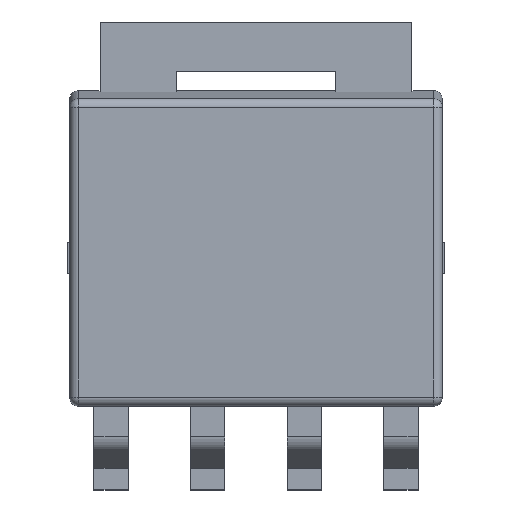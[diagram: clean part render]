
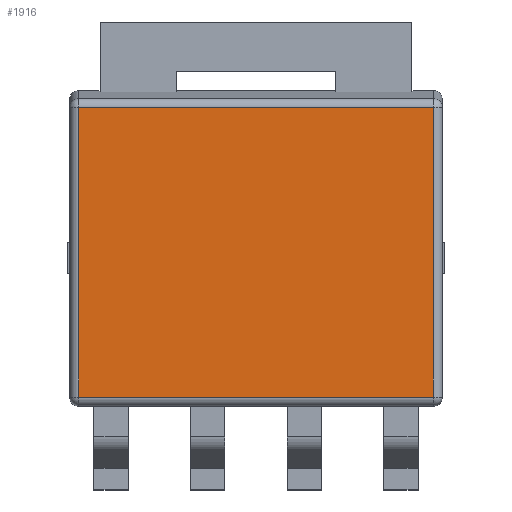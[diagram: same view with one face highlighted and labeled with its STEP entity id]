
A CAD part, top view. The second image highlights one B-rep face of the part: STEP entity #1916.
In plain terms, the highlighted planar face has unit normal (0, 0, 1).
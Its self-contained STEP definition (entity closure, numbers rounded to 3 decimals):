
#114=FACE_OUTER_BOUND('',#222,.T.);
#222=EDGE_LOOP('',(#1409,#1410,#1411,#1412));
#366=LINE('',#2835,#610);
#371=LINE('',#2857,#615);
#373=LINE('',#2860,#617);
#375=LINE('',#2863,#619);
#610=VECTOR('',#2293,10.);
#615=VECTOR('',#2320,10.);
#617=VECTOR('',#2324,10.);
#619=VECTOR('',#2328,10.);
#835=VERTEX_POINT('',#2819);
#838=VERTEX_POINT('',#2828);
#840=VERTEX_POINT('',#2838);
#843=VERTEX_POINT('',#2848);
#1044=EDGE_CURVE('',#835,#838,#366,.T.);
#1055=EDGE_CURVE('',#838,#843,#371,.T.);
#1057=EDGE_CURVE('',#843,#840,#373,.T.);
#1059=EDGE_CURVE('',#840,#835,#375,.T.);
#1409=ORIENTED_EDGE('',*,*,#1044,.F.);
#1410=ORIENTED_EDGE('',*,*,#1059,.F.);
#1411=ORIENTED_EDGE('',*,*,#1057,.F.);
#1412=ORIENTED_EDGE('',*,*,#1055,.F.);
#1816=PLANE('',#2059);
#1916=ADVANCED_FACE('',(#114),#1816,.T.);
#2059=AXIS2_PLACEMENT_3D('',#2866,#2332,#2333);
#2293=DIRECTION('',(0.,-1.,0.));
#2320=DIRECTION('',(-1.,0.,0.));
#2324=DIRECTION('',(0.,1.,0.));
#2328=DIRECTION('',(1.,0.,0.));
#2332=DIRECTION('center_axis',(0.,0.,1.));
#2333=DIRECTION('ref_axis',(1.,0.,0.));
#2819=CARTESIAN_POINT('',(2.33,3.921,1.15));
#2828=CARTESIAN_POINT('',(2.33,0.12,1.15));
#2835=CARTESIAN_POINT('',(2.33,1.038,1.15));
#2838=CARTESIAN_POINT('',(-2.33,3.921,1.15));
#2848=CARTESIAN_POINT('',(-2.33,0.12,1.15));
#2857=CARTESIAN_POINT('',(-1.225,0.12,1.15));
#2860=CARTESIAN_POINT('',(-2.33,3.113,1.15));
#2863=CARTESIAN_POINT('',(1.225,3.921,1.15));
#2866=CARTESIAN_POINT('Origin',(0.,2.075,1.15));
